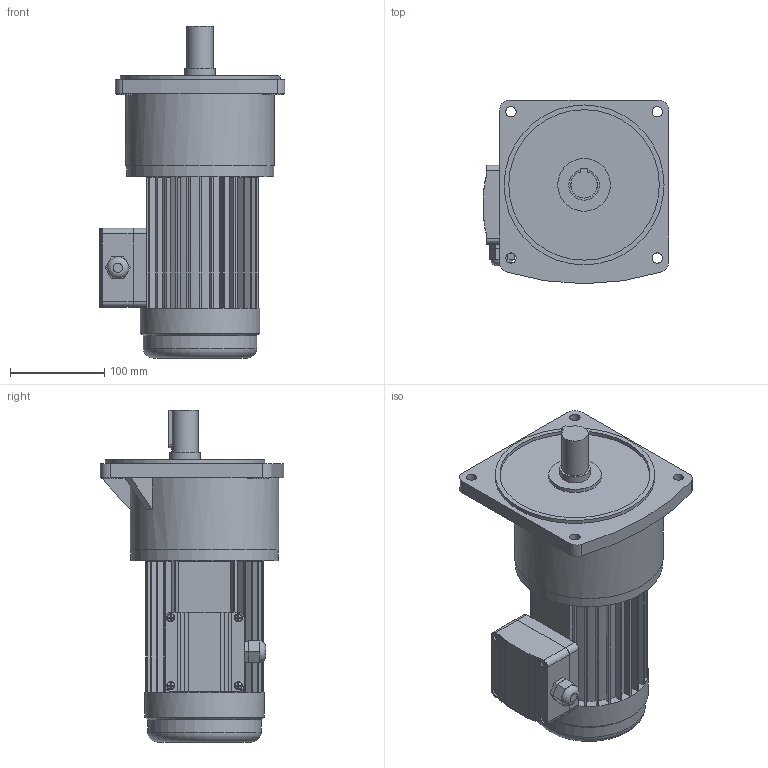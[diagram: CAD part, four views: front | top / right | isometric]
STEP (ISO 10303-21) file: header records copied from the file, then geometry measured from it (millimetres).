
FILE_DESCRIPTION(/* description */ (''),/* implementation_level */ '2;1');
FILE_NAME(/* name */ 'GV立式附三相、单相铝壳（刹车）齿轮减速马达[GV-28-400W-50-S-A法兰-G1-LD-VO].stp',/* time_stamp */ '2022-01-11T09:08:40+08:00',/* author */ ('Administrator'),/* organization */ (''),/* preprocessor_version */ 'ST-DEVELOPER v15.2',/* originating_system */ 'Autodesk Inventor 2014',/* authorisation */ '');
FILE_SCHEMA (('AUTOMOTIVE_DESIGN { 1 0 10303 214 3 1 1 }'));
Length unit declared in the file: millimetre
Products named in the file (1): [GV-28-400W-50-S-A法兰-G1-LD-VO]
Bounding box: 197.15 x 195 x 353 mm (x, y, z)
Volume: 4676269.1 mm3; surface area: 305257.8 mm2
Topology: 2 solids, 2 shells, 522 faces, 1326 edges, 876 vertices
Faces by surface type: plane 463, cylinder 48, torus 5, sphere 4, cone 1, bspline 1
Full cylindrical faces by diameter (mm): 8 x4, 8.5 x4, 11 x4, 22 x4, 28 x1, 32.42 x1, 56 x1, 107.95 x1, 121 x1, 127 x1, 156.4 x1, 158.4 x1, 160 x1, 170 x1
Entity records: 15421 total; most frequent: CARTESIAN_POINT 2721, ORIENTED_EDGE 2566, DIRECTION 2538, EDGE_CURVE 1283, LINE 1066, VECTOR 1066, VERTEX_POINT 869, AXIS2_PLACEMENT_3D 736
